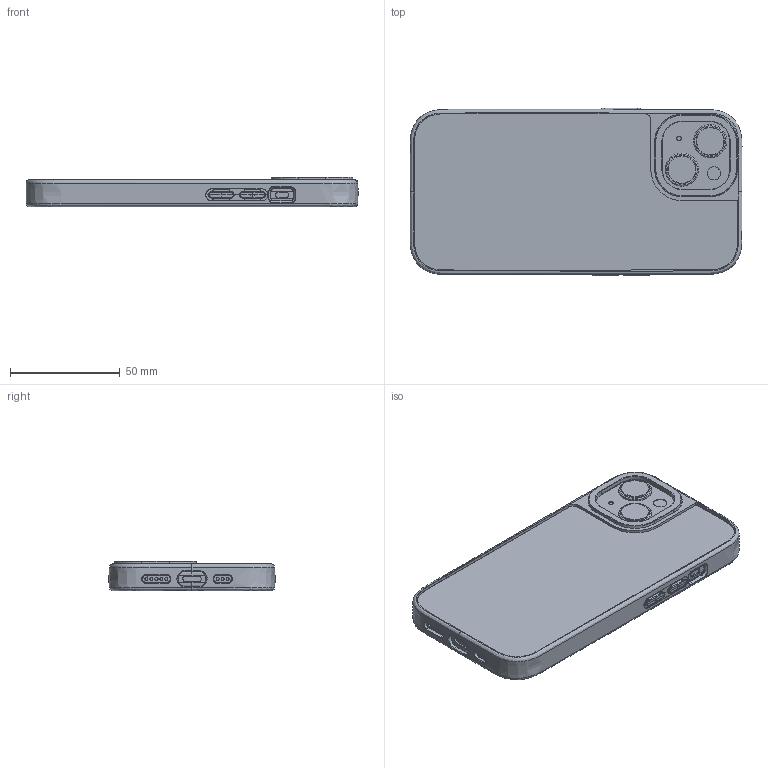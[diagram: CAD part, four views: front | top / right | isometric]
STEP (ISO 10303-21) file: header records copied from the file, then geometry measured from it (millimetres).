
FILE_DESCRIPTION((''),'2;1');
FILE_NAME('15_ASM','2025-06-12T',('Administrator'),(''),'PRO/ENGINEER BY PARAMETRIC TECHNOLOGY CORPORATION, 2015240','PRO/ENGINEER BY PARAMETRIC TECHNOLOGY CORPORATION, 2015240','');
FILE_SCHEMA(('AUTOMOTIVE_DESIGN_CC2 { 1 2 10303 214 -1 1 5 2 }'));
Products named in the file (5): IPHONE15-002-3_30; IPHONE15-PC3-3_3; IPHONE-15-XINZI; IP15; 15_ASM
Assembly tree (4 placements, depth 2):
  15_ASM
    IPHONE15-002-3_30
    IPHONE15-PC3-3_3
    IPHONE-15-XINZI
    IP15
Bounding box: 151.13 x 76.13 x 13.51 mm (x, y, z)
Volume: 108060.6 mm3; surface area: 59878.7 mm2
Topology: 4 solids, 4 shells, 924 faces, 2415 edges, 1554 vertices
Faces by surface type: plane 308, cylinder 265, bspline 120, extrusion 91, torus 74, cone 66
Entity records: 51645 total; most frequent: CARTESIAN_POINT 29173, ORIENTED_EDGE 4830, DIRECTION 3945, EDGE_CURVE 2415, VERTEX_POINT 1554, AXIS2_PLACEMENT_3D 1398, VECTOR 1149, LINE 1058
